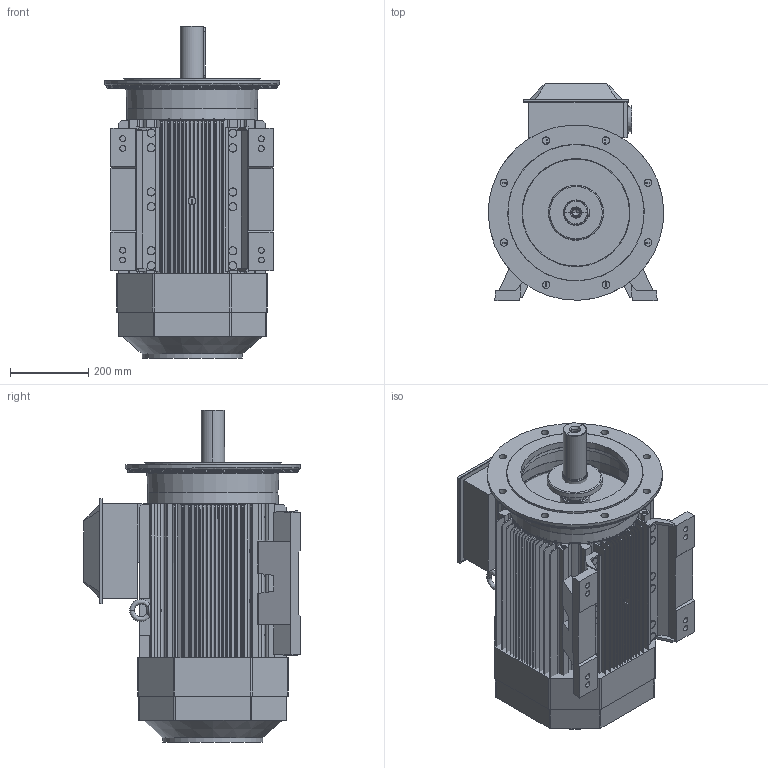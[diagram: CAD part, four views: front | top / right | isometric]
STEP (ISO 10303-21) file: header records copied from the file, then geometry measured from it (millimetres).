
FILE_DESCRIPTION(/* description */ (''),/* implementation_level */ '2;1');
FILE_NAME(/* name */ 'M2AA IE2 225 4-8P LARGE TERM.BOX B35.stp',/* time_stamp */ '2015-07-07T16:03:35+02:00',/* author */ (''),/* organization */ (''),/* preprocessor_version */ 'ST-DEVELOPER v14',/* originating_system */ 'SIEMENS PLM Software NX 8.0',/* authorisation */ '');
FILE_SCHEMA (('AUTOMOTIVE_DESIGN { 1 0 10303 214 3 1 1 1 }'));
Products named in the file (1): M2AA IE2 225 4-8P LARGE TERM.BOX B35_igs
Bounding box: 449.26 x 557.17 x 851.14 mm (x, y, z)
Volume: 42102539.7 mm3; surface area: 4111630.4 mm2
Topology: 6 solids, 1127 shells, 1316 faces, 6056 edges, 5706 vertices
Faces by surface type: plane 595, cylinder 532, cone 126, bspline 32, torus 31
Full cylindrical faces by diameter (mm): 3.3 x4, 5.5 x4, 10.106 x6, 10.2 x36, 11 x1, 12 x22, 15 x8, 16 x2, 19 x8, 20 x1, 20.127 x2, 30 x2, 47 x1, 57 x1, 61.376 x1, 63 x3, 70 x1, 71 x1, 256.433 x1, 323 x1, 331 x2, 350 x1
Entity records: 96214 total; most frequent: CARTESIAN_POINT 42040, DIRECTION 7981, ORIENTED_EDGE 6271, EDGE_CURVE 5810, VERTEX_POINT 5670, AXIS2_PLACEMENT_3D 2754, LINE 2473, VECTOR 2473
